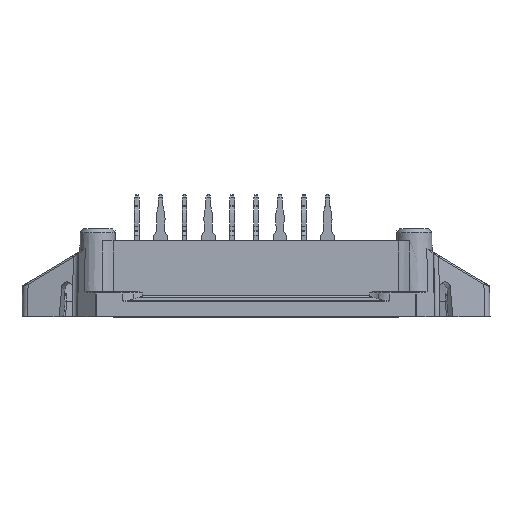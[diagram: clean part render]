
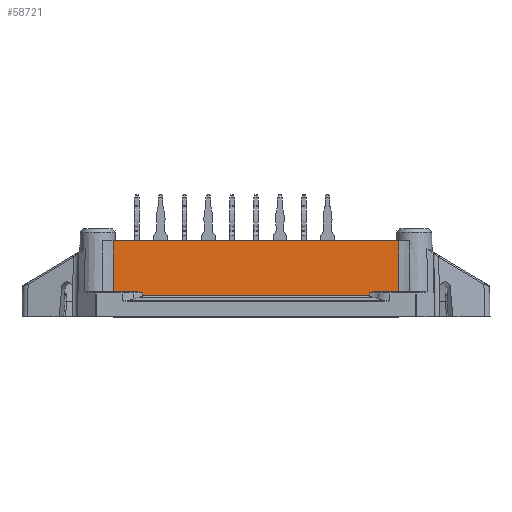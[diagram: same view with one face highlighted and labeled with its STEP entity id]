
A CAD part, front view. The second image highlights one B-rep face of the part: STEP entity #58721.
In plain terms, the highlighted planar face has unit normal (0, -1, 0.018).
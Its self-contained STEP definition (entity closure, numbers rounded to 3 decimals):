
#1671=PLANE('',#62297);
#4763=LINE('',#82565,#8685);
#4764=LINE('',#82598,#8686);
#4770=LINE('',#82668,#8692);
#6023=LINE('',#86463,#9945);
#8685=VECTOR('',#67172,1000.);
#8686=VECTOR('',#67183,1000.);
#8692=VECTOR('',#67211,1000.);
#9945=VECTOR('',#70978,1000.);
#17529=ORIENTED_EDGE('',*,*,#25850,.T.);
#17530=ORIENTED_EDGE('',*,*,#25849,.T.);
#17531=ORIENTED_EDGE('',*,*,#25846,.T.);
#17532=ORIENTED_EDGE('',*,*,#25844,.T.);
#17533=ORIENTED_EDGE('',*,*,#25842,.F.);
#17534=ORIENTED_EDGE('',*,*,#27716,.T.);
#17535=ORIENTED_EDGE('',*,*,#27717,.T.);
#17536=ORIENTED_EDGE('',*,*,#27718,.T.);
#17537=ORIENTED_EDGE('',*,*,#25864,.T.);
#17538=ORIENTED_EDGE('',*,*,#25837,.T.);
#25837=EDGE_CURVE('',#31410,#31411,#34424,.T.);
#25842=EDGE_CURVE('',#31413,#31414,#4763,.F.);
#25844=EDGE_CURVE('',#31415,#31414,#34426,.T.);
#25846=EDGE_CURVE('',#31416,#31415,#34427,.T.);
#25849=EDGE_CURVE('',#31417,#31416,#4764,.F.);
#25850=EDGE_CURVE('',#31411,#31417,#34430,.T.);
#25864=EDGE_CURVE('',#31424,#31410,#4770,.F.);
#27716=EDGE_CURVE('',#31413,#32604,#34448,.T.);
#27717=EDGE_CURVE('',#32604,#32605,#6023,.F.);
#27718=EDGE_CURVE('',#32605,#31424,#34449,.T.);
#31410=VERTEX_POINT('',#82553);
#31411=VERTEX_POINT('',#82554);
#31413=VERTEX_POINT('',#82564);
#31414=VERTEX_POINT('',#82566);
#31415=VERTEX_POINT('',#82576);
#31416=VERTEX_POINT('',#82583);
#31417=VERTEX_POINT('',#82597);
#31424=VERTEX_POINT('',#82669);
#32604=VERTEX_POINT('',#86457);
#32605=VERTEX_POINT('',#86464);
#34424=B_SPLINE_CURVE_WITH_KNOTS('',3,(#82547,#82548,#82549,#82550,#82551,
#82552),.UNSPECIFIED.,.F.,.F.,(4,1,1,4),(0.,0.,0.001,
0.001),.UNSPECIFIED.);
#34426=B_SPLINE_CURVE_WITH_KNOTS('',3,(#82569,#82570,#82571,#82572,#82573,
#82574,#82575),.UNSPECIFIED.,.F.,.F.,(4,1,1,1,4),(0.,
0.,0.,0.,0.001),
 .UNSPECIFIED.);
#34427=B_SPLINE_CURVE_WITH_KNOTS('',3,(#82579,#82580,#82581,#82582),
 .UNSPECIFIED.,.F.,.F.,(4,4),(0.001,0.001),
 .UNSPECIFIED.);
#34430=B_SPLINE_CURVE_WITH_KNOTS('',3,(#82600,#82601,#82602,#82603),
 .UNSPECIFIED.,.F.,.F.,(4,4),(0.,0.001),
 .UNSPECIFIED.);
#34448=B_SPLINE_CURVE_WITH_KNOTS('',3,(#86458,#86459,#86460,#86461),
 .UNSPECIFIED.,.F.,.F.,(4,4),(0.,0.007),
 .UNSPECIFIED.);
#34449=B_SPLINE_CURVE_WITH_KNOTS('',3,(#86465,#86466,#86467,#86468),
 .UNSPECIFIED.,.F.,.F.,(4,4),(0.,0.007),.UNSPECIFIED.);
#35783=EDGE_LOOP('',(#17529,#17530,#17531,#17532,#17533,#17534,#17535,#17536,
#17537,#17538));
#38401=FACE_BOUND('',#35783,.T.);
#58721=ADVANCED_FACE('',(#38401),#1671,.T.);
#62297=AXIS2_PLACEMENT_3D('',#86462,#70976,#70977);
#67172=DIRECTION('',(1.,0.,0.));
#67183=DIRECTION('',(-1.,0.,0.));
#67211=DIRECTION('',(-1.,0.,0.));
#70976=DIRECTION('',(0.,-1.,0.017));
#70977=DIRECTION('',(0.,0.017,1.));
#70978=DIRECTION('',(1.,0.,0.));
#82547=CARTESIAN_POINT('',(-15.909,-16.221,3.4));
#82548=CARTESIAN_POINT('',(-15.794,-16.221,3.4));
#82549=CARTESIAN_POINT('',(-15.619,-16.222,3.378));
#82550=CARTESIAN_POINT('',(-15.415,-16.223,3.31));
#82551=CARTESIAN_POINT('',(-15.277,-16.224,3.262));
#82552=CARTESIAN_POINT('',(-15.277,-16.225,3.203));
#82553=CARTESIAN_POINT('',(-15.909,-16.221,3.4));
#82554=CARTESIAN_POINT('',(-15.277,-16.225,3.203));
#82564=CARTESIAN_POINT('',(19.136,-16.221,3.4));
#82565=CARTESIAN_POINT('',(-26.5,-16.221,3.4));
#82566=CARTESIAN_POINT('',(15.909,-16.221,3.4));
#82569=CARTESIAN_POINT('',(15.277,-16.225,3.203));
#82570=CARTESIAN_POINT('',(15.277,-16.224,3.233));
#82571=CARTESIAN_POINT('',(15.331,-16.223,3.273));
#82572=CARTESIAN_POINT('',(15.431,-16.223,3.319));
#82573=CARTESIAN_POINT('',(15.627,-16.222,3.377));
#82574=CARTESIAN_POINT('',(15.794,-16.221,3.4));
#82575=CARTESIAN_POINT('',(15.909,-16.221,3.4));
#82576=CARTESIAN_POINT('',(15.277,-16.225,3.203));
#82579=CARTESIAN_POINT('',(15.277,-16.231,2.822));
#82580=CARTESIAN_POINT('',(15.277,-16.229,2.949));
#82581=CARTESIAN_POINT('',(15.277,-16.227,3.076));
#82582=CARTESIAN_POINT('',(15.277,-16.225,3.203));
#82583=CARTESIAN_POINT('',(15.277,-16.231,2.822));
#82597=CARTESIAN_POINT('',(-15.277,-16.231,2.822));
#82598=CARTESIAN_POINT('',(15.276,-16.231,2.822));
#82600=CARTESIAN_POINT('',(-15.277,-16.225,3.203));
#82601=CARTESIAN_POINT('',(-15.277,-16.227,3.076));
#82602=CARTESIAN_POINT('',(-15.277,-16.229,2.949));
#82603=CARTESIAN_POINT('',(-15.277,-16.231,2.822));
#82668=CARTESIAN_POINT('',(-26.5,-16.221,3.4));
#82669=CARTESIAN_POINT('',(-19.136,-16.221,3.4));
#86457=CARTESIAN_POINT('',(19.154,-16.103,10.2));
#86458=CARTESIAN_POINT('',(19.136,-16.221,3.4));
#86459=CARTESIAN_POINT('',(19.142,-16.182,5.667));
#86460=CARTESIAN_POINT('',(19.148,-16.142,7.933));
#86461=CARTESIAN_POINT('',(19.154,-16.103,10.2));
#86462=CARTESIAN_POINT('',(-26.5,-16.23,2.9));
#86463=CARTESIAN_POINT('',(-26.5,-16.103,10.2));
#86464=CARTESIAN_POINT('',(-19.154,-16.103,10.2));
#86465=CARTESIAN_POINT('',(-19.154,-16.103,10.2));
#86466=CARTESIAN_POINT('',(-19.148,-16.142,7.933));
#86467=CARTESIAN_POINT('',(-19.142,-16.182,5.667));
#86468=CARTESIAN_POINT('',(-19.136,-16.221,3.4));
